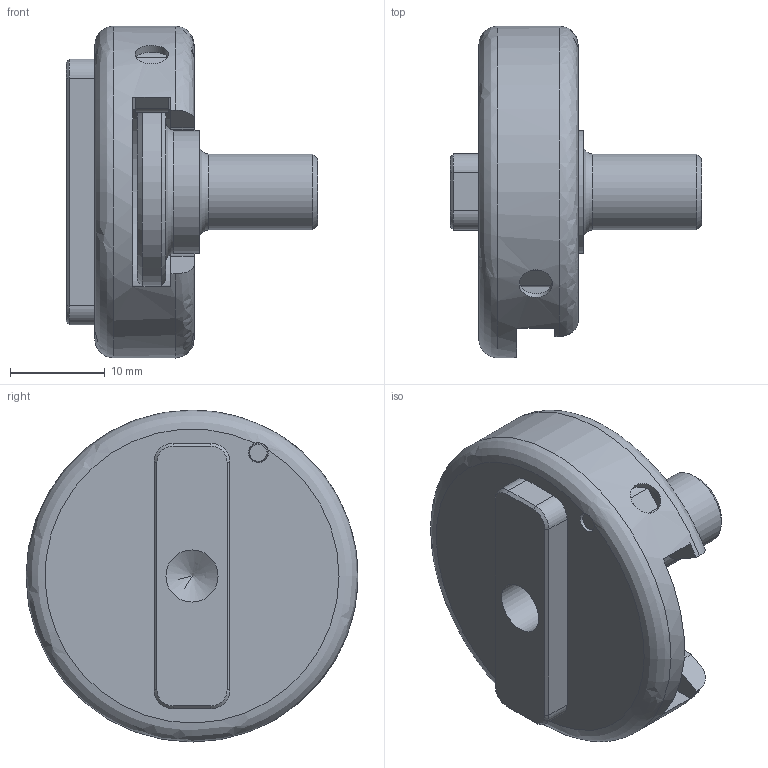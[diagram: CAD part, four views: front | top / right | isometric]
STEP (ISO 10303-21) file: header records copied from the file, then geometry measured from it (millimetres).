
FILE_DESCRIPTION((''),'2;1');
FILE_NAME('SZ0611S-A.stp','2010-03-31T13:13:38',('matthias boeke'),(''),'Autodesk Inventor 2010','Autodesk Inventor 2010','');
FILE_SCHEMA(('AUTOMOTIVE_DESIGN { 1 0 10303 214 1 1 1 1 }'));
Length unit declared in the file: millimetre
Products named in the file (5): SZ0611S-A; ME0600013-A; ME0600015-A; ME1806003-A; DK6325020104-A
Assembly tree (4 placements, depth 2):
  SZ0611S-A
    ME0600013-A
    ME0600015-A
    ME1806003-A
    DK6325020104-A
Bounding box: 26.5 x 35 x 35 mm (x, y, z)
Volume: 9108.1 mm3; surface area: 5423.9 mm2
Topology: 4 solids, 4 shells, 80 faces, 193 edges, 122 vertices
Faces by surface type: bspline 39, plane 23, cylinder 13, cone 5
Full cylindrical faces by diameter (mm): 2 x2, 2.1 x2, 3.5 x1, 5.5 x1, 8 x1, 13 x1, 19.8 x1
Entity records: 2837 total; most frequent: CARTESIAN_POINT 1000, ORIENTED_EDGE 326, DIRECTION 323, EDGE_CURVE 163, AXIS2_PLACEMENT_3D 117, VERTEX_POINT 113, EDGE_LOOP 112, VECTOR 89
